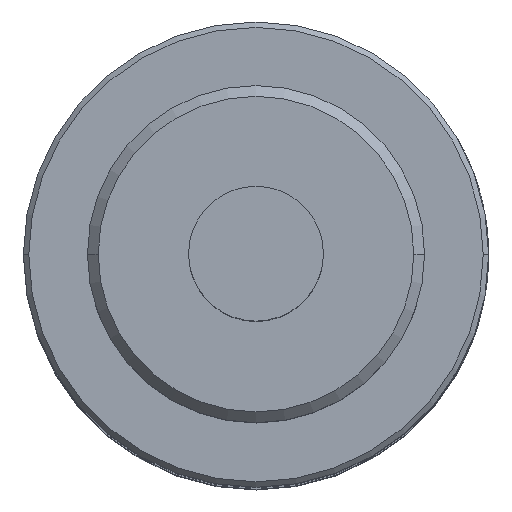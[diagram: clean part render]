
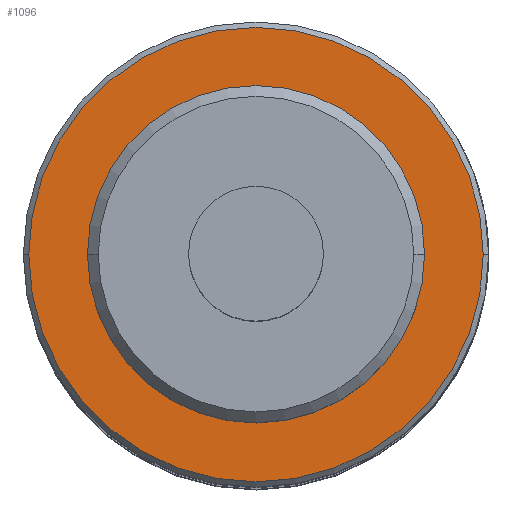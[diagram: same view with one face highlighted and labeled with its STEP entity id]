
A CAD part, top view. The second image highlights one B-rep face of the part: STEP entity #1096.
In plain terms, the highlighted planar face has unit normal (0, 0, 1).
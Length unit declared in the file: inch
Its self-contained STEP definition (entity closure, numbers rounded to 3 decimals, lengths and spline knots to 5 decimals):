
#262=CARTESIAN_POINT('',(-0.311,0.,0.7195));
#263=VERTEX_POINT('',#262);
#272=CARTESIAN_POINT('',(0.311,0.,0.7195));
#273=VERTEX_POINT('',#272);
#274=CARTESIAN_POINT('',(0.0,0.0,0.7195));
#275=DIRECTION('',(0.0,0.0,-1.0));
#276=DIRECTION('',(-1.0,0.0,0.0));
#277=AXIS2_PLACEMENT_3D('',#274,#275,#276);
#278=CIRCLE('',#277,0.311);
#279=EDGE_CURVE('',#273,#263,#278,.T.);
#426=CARTESIAN_POINT('',(-0.42125,0.,0.7195));
#427=VERTEX_POINT('',#426);
#434=CARTESIAN_POINT('',(0.42125,0.0,0.7195));
#435=VERTEX_POINT('',#434);
#436=CARTESIAN_POINT('',(0.0,0.0,0.7195));
#437=DIRECTION('',(0.0,0.0,-1.0));
#438=DIRECTION('',(-1.0,0.0,0.0));
#439=AXIS2_PLACEMENT_3D('',#436,#437,#438);
#440=CIRCLE('',#439,0.42125);
#441=EDGE_CURVE('',#427,#435,#440,.T.);
#1046=CARTESIAN_POINT('',(0.0,0.0,0.7195));
#1047=DIRECTION('',(0.0,0.0,-1.0));
#1048=DIRECTION('',(-1.0,0.0,0.0));
#1049=AXIS2_PLACEMENT_3D('',#1046,#1047,#1048);
#1050=CIRCLE('',#1049,0.42125);
#1051=EDGE_CURVE('',#435,#427,#1050,.T.);
#1077=CARTESIAN_POINT('',(0.0392,0.0,0.7195));
#1078=DIRECTION('',(0.0,0.0,1.0));
#1079=DIRECTION('',(1.0,0.0,0.0));
#1080=AXIS2_PLACEMENT_3D('',#1077,#1078,#1079);
#1081=PLANE('',#1080);
#1082=ORIENTED_EDGE('',*,*,#1051,.F.);
#1083=ORIENTED_EDGE('',*,*,#441,.F.);
#1084=EDGE_LOOP('',(#1082,#1083));
#1085=FACE_OUTER_BOUND('',#1084,.T.);
#1086=ORIENTED_EDGE('',*,*,#279,.T.);
#1087=CARTESIAN_POINT('',(0.0,0.0,0.7195));
#1088=DIRECTION('',(0.0,0.0,-1.0));
#1089=DIRECTION('',(-1.0,0.0,0.0));
#1090=AXIS2_PLACEMENT_3D('',#1087,#1088,#1089);
#1091=CIRCLE('',#1090,0.311);
#1092=EDGE_CURVE('',#263,#273,#1091,.T.);
#1093=ORIENTED_EDGE('',*,*,#1092,.T.);
#1094=EDGE_LOOP('',(#1086,#1093));
#1095=FACE_BOUND('',#1094,.T.);
#1096=ADVANCED_FACE('',(#1085,#1095),#1081,.T.);
